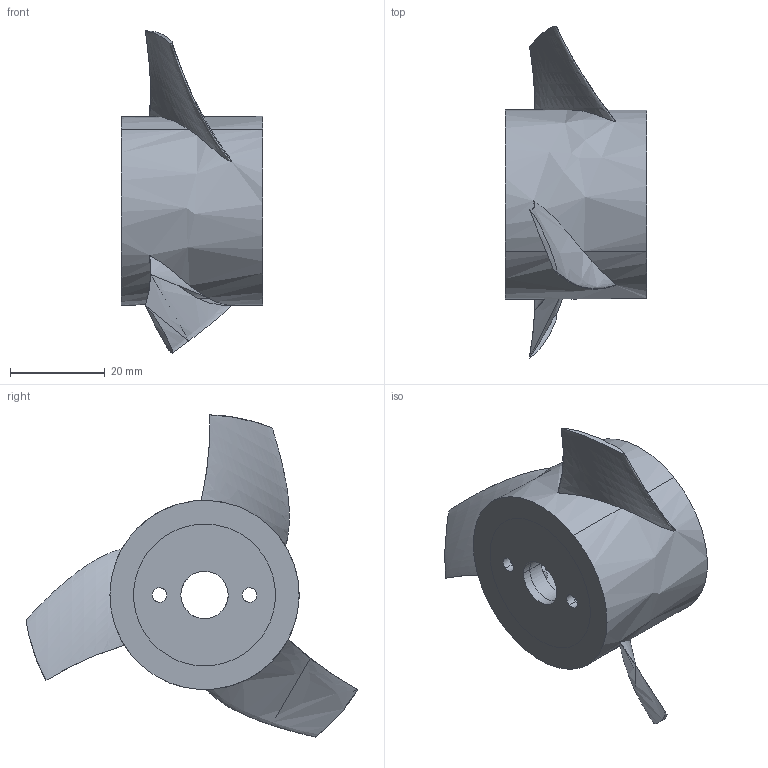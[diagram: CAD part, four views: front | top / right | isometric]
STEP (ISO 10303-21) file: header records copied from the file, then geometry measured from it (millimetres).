
FILE_DESCRIPTION(/* description */ (''),/* implementation_level */ '2;1');
FILE_NAME(/* name */ 'PROPEL~1',/* time_stamp */ '2017-11-18T16:41:56+01:00',/* author */ (''),/* organization */ (''),/* preprocessor_version */ 'ST-DEVELOPER v15',/* originating_system */ '',/* authorisation */ '');
FILE_SCHEMA (('AUTOMOTIVE_DESIGN'));
Length unit declared in the file: millimetre
Products named in the file (1): Document
Bounding box: 30.02 x 70.18 x 68.15 mm (x, y, z)
Volume: 10911.4 mm3; surface area: 13318.9 mm2
Topology: 9 solids, 9 shells, 62 faces, 123 edges, 82 vertices
Faces by surface type: bspline 43, plane 19
Entity records: 10501 total; most frequent: CARTESIAN_POINT 9584, ORIENTED_EDGE 246, EDGE_CURVE 123, VERTEX_POINT 82, EDGE_LOOP 79, ADVANCED_FACE 62, FACE_OUTER_BOUND 62, B_SPLINE_CURVE_WITH_KNOTS 53
